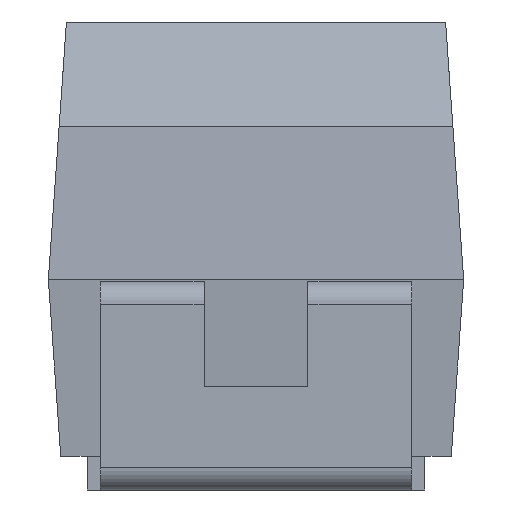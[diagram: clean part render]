
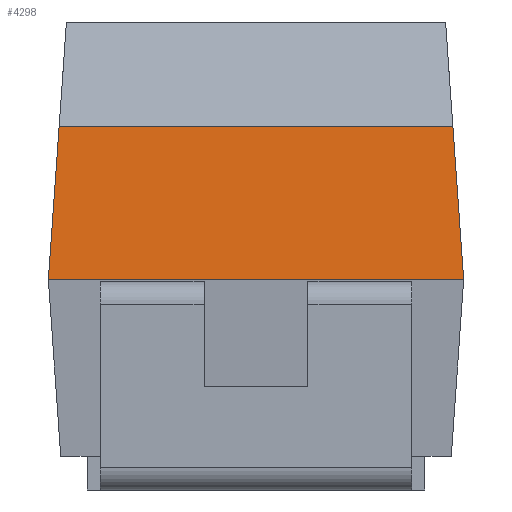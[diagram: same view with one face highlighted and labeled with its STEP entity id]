
A CAD part, left-side view. The second image highlights one B-rep face of the part: STEP entity #4298.
In plain terms, the highlighted planar face has unit normal (-0.998, 0, 0.07).
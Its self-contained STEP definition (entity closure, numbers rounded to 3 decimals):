
#452=FACE_OUTER_BOUND('',#694,.T.);
#694=EDGE_LOOP('',(#3893,#3894,#3895,#3896));
#1012=LINE('',#8631,#1371);
#1036=LINE('',#8687,#1395);
#1037=LINE('',#8690,#1396);
#1045=LINE('',#8705,#1404);
#1371=VECTOR('',#4922,1.);
#1395=VECTOR('',#4970,10.);
#1396=VECTOR('',#4973,10.);
#1404=VECTOR('',#4985,10.);
#2059=VERTEX_POINT('',#8612);
#2062=VERTEX_POINT('',#8622);
#2084=VERTEX_POINT('',#8685);
#2085=VERTEX_POINT('',#8689);
#2664=EDGE_CURVE('',#2062,#2059,#1012,.T.);
#2692=EDGE_CURVE('',#2059,#2084,#1036,.T.);
#2693=EDGE_CURVE('',#2062,#2085,#1037,.T.);
#2701=EDGE_CURVE('',#2085,#2084,#1045,.T.);
#3893=ORIENTED_EDGE('',*,*,#2692,.T.);
#3894=ORIENTED_EDGE('',*,*,#2701,.F.);
#3895=ORIENTED_EDGE('',*,*,#2693,.F.);
#3896=ORIENTED_EDGE('',*,*,#2664,.T.);
#4067=PLANE('',#4437);
#4298=ADVANCED_FACE('',(#452),#4067,.T.);
#4437=AXIS2_PLACEMENT_3D('',#8704,#4983,#4984);
#4922=DIRECTION('',(0.,-1.,0.));
#4970=DIRECTION('',(0.07,0.07,0.995));
#4973=DIRECTION('',(0.07,-0.07,0.995));
#4983=DIRECTION('center_axis',(-0.998,0.,0.07));
#4984=DIRECTION('ref_axis',(0.07,0.,0.998));
#4985=DIRECTION('',(0.,-1.,0.));
#8612=CARTESIAN_POINT('',(-1.47,-0.8,0.81));
#8622=CARTESIAN_POINT('',(-1.47,0.8,0.81));
#8631=CARTESIAN_POINT('',(-1.47,0.8,0.81));
#8685=CARTESIAN_POINT('',(-1.428,-0.758,1.401));
#8687=CARTESIAN_POINT('',(-1.47,-0.8,0.81));
#8689=CARTESIAN_POINT('',(-1.428,0.758,1.401));
#8690=CARTESIAN_POINT('',(-1.47,0.8,0.81));
#8704=CARTESIAN_POINT('Origin',(-1.47,0.,0.81));
#8705=CARTESIAN_POINT('',(-1.428,0.758,1.401));
